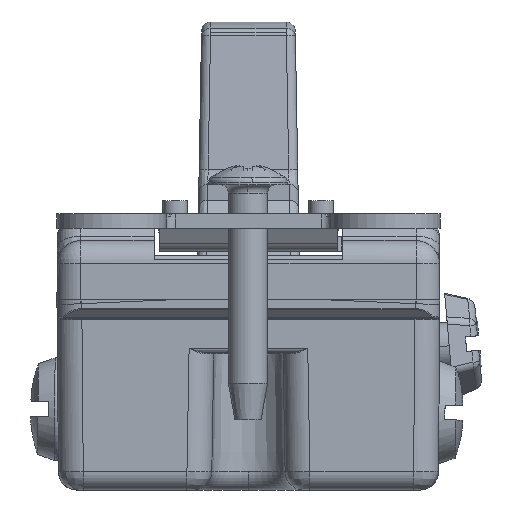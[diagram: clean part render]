
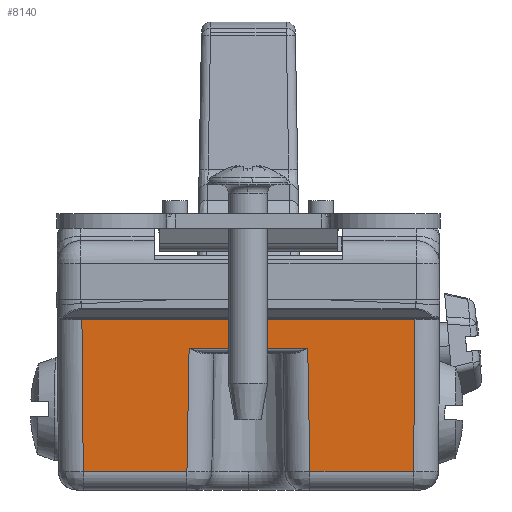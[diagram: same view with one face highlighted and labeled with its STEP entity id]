
A CAD part, left-side view. The second image highlights one B-rep face of the part: STEP entity #8140.
In plain terms, the highlighted planar face has unit normal (-1, 0, -0.009).
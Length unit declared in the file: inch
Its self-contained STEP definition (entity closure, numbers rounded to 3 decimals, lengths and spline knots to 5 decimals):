
#308 = LINE ( 'NONE', #9573, #8412 ) ;
#1770 = EDGE_CURVE ( 'NONE', #16968, #43215, #25217, .T. ) ;
#2800 = EDGE_CURVE ( 'NONE', #52430, #30136, #32562, .T. ) ;
#3745 = CARTESIAN_POINT ( 'NONE',  ( -1.03506, -0.20324, 0.48587 ) ) ;
#4940 = DIRECTION ( 'NONE',  ( -0.009, -0.009, 1. ) ) ;
#5032 = VECTOR ( 'NONE', #29172, 39.37008 ) ;
#6370 = LINE ( 'NONE', #55033, #32359 ) ;
#7444 = DIRECTION ( 'NONE',  ( 0., -1., 0. ) ) ;
#8140 = ADVANCED_FACE ( 'NONE', ( #15238 ), #10107, .T. ) ;
#8412 = VECTOR ( 'NONE', #43927, 39.37008 ) ;
#9573 = CARTESIAN_POINT ( 'NONE',  ( -1.03641, 0.57091, 0.64029 ) ) ;
#9692 = VERTEX_POINT ( 'NONE', #52012 ) ;
#10107 = PLANE ( 'NONE',  #23532 ) ;
#15238 = FACE_OUTER_BOUND ( 'NONE', #52554, .T. ) ;
#15912 = CARTESIAN_POINT ( 'NONE',  ( -1.03592, -0.57042, 0.58404 ) ) ;
#16968 = VERTEX_POINT ( 'NONE', #15912 ) ;
#17120 = VERTEX_POINT ( 'NONE', #3745 ) ;
#17520 = VECTOR ( 'NONE', #7444, 39.37008 ) ;
#19506 = CARTESIAN_POINT ( 'NONE',  ( -1.03506, -0.1185, 0.48587 ) ) ;
#20171 = ORIENTED_EDGE ( 'NONE', *, *, #26554, .T. ) ;
#21387 = DIRECTION ( 'NONE',  ( -0.009, -0.017, 1. ) ) ;
#23029 = VERTEX_POINT ( 'NONE', #24558 ) ;
#23532 = AXIS2_PLACEMENT_3D ( 'NONE', #24166, #29893, #43523 ) ;
#24166 = CARTESIAN_POINT ( 'NONE',  ( -1.0365, -0.656, 0.651 ) ) ;
#24298 = LINE ( 'NONE', #19506, #26824 ) ;
#24558 = CARTESIAN_POINT ( 'NONE',  ( -1.03136, 0.56587, 0.06245 ) ) ;
#25217 = LINE ( 'NONE', #55972, #31603 ) ;
#26554 = EDGE_CURVE ( 'NONE', #30136, #16968, #53299, .T. ) ;
#26699 = EDGE_CURVE ( 'NONE', #43215, #23029, #308, .T. ) ;
#26824 = VECTOR ( 'NONE', #49702, 39.37008 ) ;
#27149 = CARTESIAN_POINT ( 'NONE',  ( -1.03506, 0.20324, 0.48587 ) ) ;
#28351 = CARTESIAN_POINT ( 'NONE',  ( -1.03136, -0.56587, 0.06245 ) ) ;
#28572 = CARTESIAN_POINT ( 'NONE',  ( -1.03643, -0.2005, 0.64305 ) ) ;
#28729 = VECTOR ( 'NONE', #47926, 39.37008 ) ;
#29172 = DIRECTION ( 'NONE',  ( 0., -1., 0. ) ) ;
#29174 = CARTESIAN_POINT ( 'NONE',  ( -1.03651, -0.57101, 0.65174 ) ) ;
#29893 = DIRECTION ( 'NONE',  ( -1., 0., -0.009 ) ) ;
#30136 = VERTEX_POINT ( 'NONE', #28351 ) ;
#30800 = ORIENTED_EDGE ( 'NONE', *, *, #37153, .T. ) ;
#30936 = EDGE_CURVE ( 'NONE', #54190, #17120, #24298, .T. ) ;
#31603 = VECTOR ( 'NONE', #36307, 39.37008 ) ;
#32359 = VECTOR ( 'NONE', #21387, 39.37008 ) ;
#32562 = LINE ( 'NONE', #46590, #17520 ) ;
#33187 = ORIENTED_EDGE ( 'NONE', *, *, #1770, .T. ) ;
#33559 = CARTESIAN_POINT ( 'NONE',  ( -1.03136, -0.656, 0.06245 ) ) ;
#35619 = ORIENTED_EDGE ( 'NONE', *, *, #40434, .T. ) ;
#36307 = DIRECTION ( 'NONE',  ( 0., 1., 0. ) ) ;
#37153 = EDGE_CURVE ( 'NONE', #23029, #9692, #48541, .T. ) ;
#38186 = ORIENTED_EDGE ( 'NONE', *, *, #2800, .T. ) ;
#40229 = ORIENTED_EDGE ( 'NONE', *, *, #26699, .T. ) ;
#40434 = EDGE_CURVE ( 'NONE', #17120, #52430, #46203, .T. ) ;
#43215 = VERTEX_POINT ( 'NONE', #45981 ) ;
#43523 = DIRECTION ( 'NONE',  ( -0.009, 0., 1. ) ) ;
#43927 = DIRECTION ( 'NONE',  ( 0.009, -0.009, -1. ) ) ;
#45981 = CARTESIAN_POINT ( 'NONE',  ( -1.03592, 0.57042, 0.58404 ) ) ;
#46203 = LINE ( 'NONE', #28572, #28729 ) ;
#46590 = CARTESIAN_POINT ( 'NONE',  ( -1.03136, -0.656, 0.06245 ) ) ;
#47162 = EDGE_CURVE ( 'NONE', #9692, #54190, #6370, .T. ) ;
#47926 = DIRECTION ( 'NONE',  ( 0.009, -0.017, -1. ) ) ;
#48541 = LINE ( 'NONE', #33559, #5032 ) ;
#49702 = DIRECTION ( 'NONE',  ( 0., -1., 0. ) ) ;
#52012 = CARTESIAN_POINT ( 'NONE',  ( -1.03136, 0.21063, 0.06245 ) ) ;
#52430 = VERTEX_POINT ( 'NONE', #56078 ) ;
#52554 = EDGE_LOOP ( 'NONE', ( #20171, #33187, #40229, #30800, #62039, #54437, #35619, #38186 ) ) ;
#53299 = LINE ( 'NONE', #29174, #62214 ) ;
#54190 = VERTEX_POINT ( 'NONE', #27149 ) ;
#54437 = ORIENTED_EDGE ( 'NONE', *, *, #30936, .T. ) ;
#55033 = CARTESIAN_POINT ( 'NONE',  ( -1.03663, 0.2001, 0.66594 ) ) ;
#55972 = CARTESIAN_POINT ( 'NONE',  ( -1.03592, 0.57046, 0.58404 ) ) ;
#56078 = CARTESIAN_POINT ( 'NONE',  ( -1.03136, -0.21063, 0.06245 ) ) ;
#62039 = ORIENTED_EDGE ( 'NONE', *, *, #47162, .T. ) ;
#62214 = VECTOR ( 'NONE', #4940, 39.37008 ) ;
